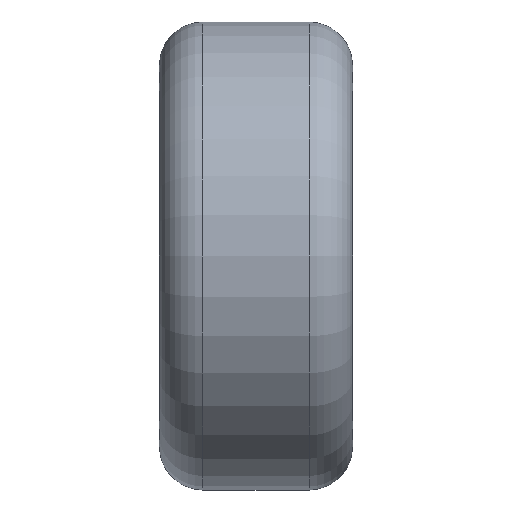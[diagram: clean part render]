
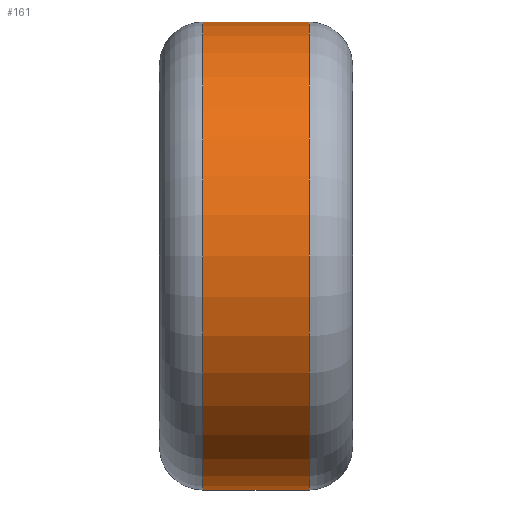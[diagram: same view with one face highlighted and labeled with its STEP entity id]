
A CAD part, left-side view. The second image highlights one B-rep face of the part: STEP entity #161.
In plain terms, the highlighted cylindrical face has radius 13.45 mm (diameter 26.9 mm), a partial arc.
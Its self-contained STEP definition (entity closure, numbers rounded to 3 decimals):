
#8 = CARTESIAN_POINT ( 'NONE',  ( 0., 11.1, 0. ) ) ;
#9 = DIRECTION ( 'NONE',  ( 0., 0., 1. ) ) ;
#18 = CARTESIAN_POINT ( 'NONE',  ( 0., 11.1, -13.45 ) ) ;
#38 = CIRCLE ( 'NONE', #42, 13.45 ) ;
#39 = DIRECTION ( 'NONE',  ( 0., -1., 0. ) ) ;
#42 = AXIS2_PLACEMENT_3D ( 'NONE', #71, #329, #249 ) ;
#46 = EDGE_LOOP ( 'NONE', ( #412, #208, #284, #152 ) ) ;
#70 = VERTEX_POINT ( 'NONE', #331 ) ;
#71 = CARTESIAN_POINT ( 'NONE',  ( 0., 8.6, 0. ) ) ;
#73 = CARTESIAN_POINT ( 'NONE',  ( 0., 11.1, 13.45 ) ) ;
#93 = VECTOR ( 'NONE', #250, 1000. ) ;
#108 = DIRECTION ( 'NONE',  ( 0., 1., 0. ) ) ;
#122 = VERTEX_POINT ( 'NONE', #141 ) ;
#127 = CIRCLE ( 'NONE', #411, 13.45 ) ;
#141 = CARTESIAN_POINT ( 'NONE',  ( 0., 2.5, -13.45 ) ) ;
#152 = ORIENTED_EDGE ( 'NONE', *, *, #181, .T. ) ;
#153 = VECTOR ( 'NONE', #39, 1000. ) ;
#161 = ADVANCED_FACE ( 'NONE', ( #216 ), #340, .T. ) ;
#181 = EDGE_CURVE ( 'NONE', #122, #336, #127, .T. ) ;
#208 = ORIENTED_EDGE ( 'NONE', *, *, #375, .T. ) ;
#209 = EDGE_CURVE ( 'NONE', #221, #336, #268, .T. ) ;
#216 = FACE_OUTER_BOUND ( 'NONE', #46, .T. ) ;
#218 = AXIS2_PLACEMENT_3D ( 'NONE', #8, #360, #242 ) ;
#221 = VERTEX_POINT ( 'NONE', #395 ) ;
#242 = DIRECTION ( 'NONE',  ( 0., 0., -1. ) ) ;
#243 = CARTESIAN_POINT ( 'NONE',  ( 0., 2.5, 0. ) ) ;
#249 = DIRECTION ( 'NONE',  ( 0., 0., 1. ) ) ;
#250 = DIRECTION ( 'NONE',  ( 0., -1., 0. ) ) ;
#268 = LINE ( 'NONE', #73, #153 ) ;
#284 = ORIENTED_EDGE ( 'NONE', *, *, #369, .T. ) ;
#303 = LINE ( 'NONE', #18, #93 ) ;
#329 = DIRECTION ( 'NONE',  ( 0., -1., 0. ) ) ;
#331 = CARTESIAN_POINT ( 'NONE',  ( 0., 8.6, -13.45 ) ) ;
#336 = VERTEX_POINT ( 'NONE', #402 ) ;
#340 = CYLINDRICAL_SURFACE ( 'NONE', #218, 13.45 ) ;
#360 = DIRECTION ( 'NONE',  ( 0., -1., 0. ) ) ;
#369 = EDGE_CURVE ( 'NONE', #70, #122, #303, .T. ) ;
#375 = EDGE_CURVE ( 'NONE', #221, #70, #38, .T. ) ;
#395 = CARTESIAN_POINT ( 'NONE',  ( 0., 8.6, 13.45 ) ) ;
#402 = CARTESIAN_POINT ( 'NONE',  ( 0., 2.5, 13.45 ) ) ;
#411 = AXIS2_PLACEMENT_3D ( 'NONE', #243, #108, #9 ) ;
#412 = ORIENTED_EDGE ( 'NONE', *, *, #209, .F. ) ;
